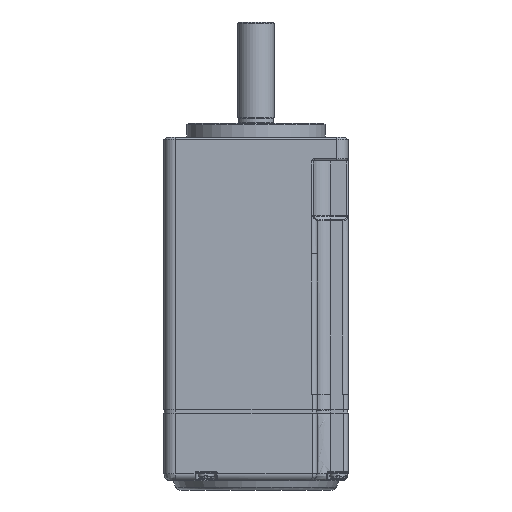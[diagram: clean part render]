
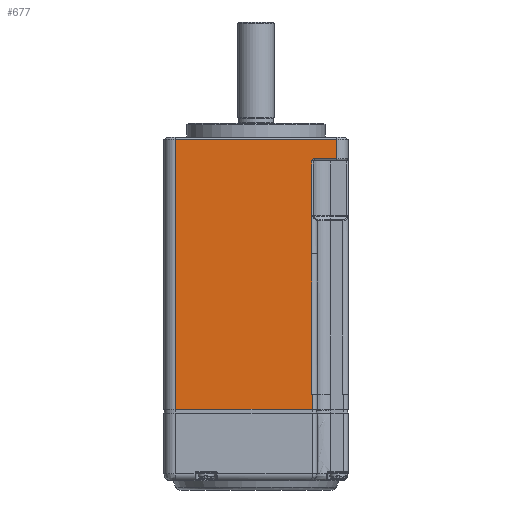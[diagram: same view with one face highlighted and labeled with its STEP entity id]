
A CAD part, front view. The second image highlights one B-rep face of the part: STEP entity #677.
In plain terms, the highlighted planar face has unit normal (0, -1, 0).
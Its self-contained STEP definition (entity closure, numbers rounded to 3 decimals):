
#69=CARTESIAN_POINT('',(12.26,-20.,-59.));
#70=VERTEX_POINT('',#69);
#78=CARTESIAN_POINT('',(-17.5,-20.,-59.));
#79=VERTEX_POINT('',#78);
#80=CARTESIAN_POINT('',(12.26,-20.,-59.));
#81=DIRECTION('',(-1.,0.,0.));
#82=VECTOR('',#81,29.76);
#83=LINE('',#80,#82);
#84=EDGE_CURVE('',#70,#79,#83,.T.);
#568=CARTESIAN_POINT('',(12.26,-20.,-55.7));
#569=VERTEX_POINT('',#568);
#570=CARTESIAN_POINT('',(12.26,-20.,-55.7));
#571=DIRECTION('',(0.,0.,-1.));
#572=VECTOR('',#571,3.3);
#573=LINE('',#570,#572);
#574=EDGE_CURVE('',#569,#70,#573,.T.);
#588=CARTESIAN_POINT('',(0.,-20.,-33.778));
#589=DIRECTION('',(0.,0.,1.));
#590=DIRECTION('',(0.,-1.,0.));
#591=AXIS2_PLACEMENT_3D('',#588,#590,#589);
#592=PLANE('',#591);
#593=CARTESIAN_POINT('',(-17.5,-20.,-0.3));
#594=VERTEX_POINT('',#593);
#595=CARTESIAN_POINT('',(-17.5,-20.,-59.));
#596=DIRECTION('',(0.,0.,1.));
#597=VECTOR('',#596,58.7);
#598=LINE('',#595,#597);
#599=EDGE_CURVE('',#79,#594,#598,.T.);
#600=ORIENTED_EDGE('',*,*,#599,.F.);
#601=ORIENTED_EDGE('',*,*,#84,.F.);
#602=ORIENTED_EDGE('',*,*,#574,.F.);
#603=CARTESIAN_POINT('',(12.161,-20.,-55.7));
#604=VERTEX_POINT('',#603);
#605=CARTESIAN_POINT('',(12.161,-20.,-55.7));
#606=DIRECTION('',(1.,0.,0.));
#607=VECTOR('',#606,0.1);
#608=LINE('',#605,#607);
#609=EDGE_CURVE('',#604,#569,#608,.T.);
#610=ORIENTED_EDGE('',*,*,#609,.F.);
#611=CARTESIAN_POINT('',(12.163,-20.,-25.2));
#612=VERTEX_POINT('',#611);
#613=CARTESIAN_POINT('',(12.163,-20.,-25.2));
#614=DIRECTION('',(0.,0.,-1.));
#615=VECTOR('',#614,30.5);
#616=LINE('',#613,#615);
#617=EDGE_CURVE('',#612,#604,#616,.T.);
#618=ORIENTED_EDGE('',*,*,#617,.F.);
#619=CARTESIAN_POINT('',(12.163,-20.,-16.933));
#620=VERTEX_POINT('',#619);
#621=CARTESIAN_POINT('',(12.163,-20.,-25.2));
#622=DIRECTION('',(0.,0.,1.));
#623=VECTOR('',#622,8.267);
#624=LINE('',#621,#623);
#625=EDGE_CURVE('',#612,#620,#624,.T.);
#626=ORIENTED_EDGE('',*,*,#625,.T.);
#627=CARTESIAN_POINT('',(12.16,-20.,-16.873));
#628=VERTEX_POINT('',#627);
#629=CARTESIAN_POINT('',(12.76,-20.,-16.873));
#630=DIRECTION('',(-0.995,0.,-0.101));
#631=DIRECTION('',(0.,1.,0.));
#632=AXIS2_PLACEMENT_3D('',#629,#631,#630);
#633=CIRCLE('',#632,0.6);
#634=EDGE_CURVE('',#620,#628,#633,.T.);
#635=ORIENTED_EDGE('',*,*,#634,.T.);
#636=CARTESIAN_POINT('',(12.16,-20.,-5.));
#637=VERTEX_POINT('',#636);
#638=CARTESIAN_POINT('',(12.16,-20.,-16.873));
#639=DIRECTION('',(0.,0.,1.));
#640=VECTOR('',#639,11.873);
#641=LINE('',#638,#640);
#642=EDGE_CURVE('',#628,#637,#641,.T.);
#643=ORIENTED_EDGE('',*,*,#642,.T.);
#644=CARTESIAN_POINT('',(12.66,-20.,-4.5));
#645=VERTEX_POINT('',#644);
#646=CARTESIAN_POINT('',(12.66,-20.,-5.));
#647=DIRECTION('',(-1.,0.,0.));
#648=DIRECTION('',(-0.,1.,0.));
#649=AXIS2_PLACEMENT_3D('',#646,#648,#647);
#650=CIRCLE('',#649,0.5);
#651=EDGE_CURVE('',#637,#645,#650,.T.);
#652=ORIENTED_EDGE('',*,*,#651,.T.);
#653=CARTESIAN_POINT('',(17.5,-20.,-4.5));
#654=VERTEX_POINT('',#653);
#655=CARTESIAN_POINT('',(12.66,-20.,-4.5));
#656=DIRECTION('',(1.,0.,0.));
#657=VECTOR('',#656,4.84);
#658=LINE('',#655,#657);
#659=EDGE_CURVE('',#645,#654,#658,.T.);
#660=ORIENTED_EDGE('',*,*,#659,.T.);
#661=CARTESIAN_POINT('',(17.5,-20.,-0.3));
#662=VERTEX_POINT('',#661);
#663=CARTESIAN_POINT('',(17.5,-20.,-4.5));
#664=DIRECTION('',(0.,0.,1.));
#665=VECTOR('',#664,4.2);
#666=LINE('',#663,#665);
#667=EDGE_CURVE('',#654,#662,#666,.T.);
#668=ORIENTED_EDGE('',*,*,#667,.T.);
#669=CARTESIAN_POINT('',(17.5,-20.,-0.3));
#670=DIRECTION('',(-1.,0.,0.));
#671=VECTOR('',#670,35.);
#672=LINE('',#669,#671);
#673=EDGE_CURVE('',#662,#594,#672,.T.);
#674=ORIENTED_EDGE('',*,*,#673,.T.);
#675=EDGE_LOOP('',(#600,#601,#602,#610,#618,#626,#635,#643,#652,#660,#668,#674));
#676=FACE_OUTER_BOUND('',#675,.T.);
#677=ADVANCED_FACE('',(#676),#592,.T.);
